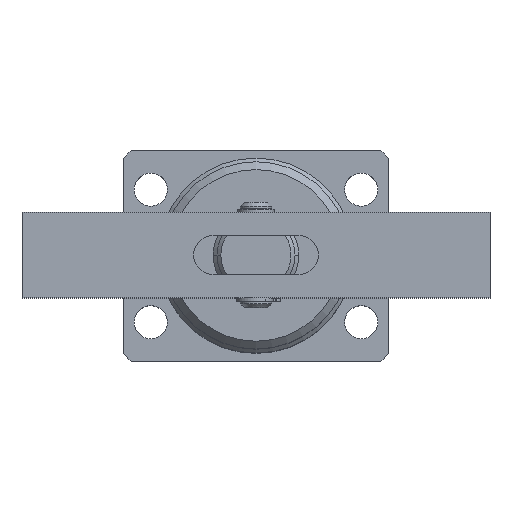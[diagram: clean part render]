
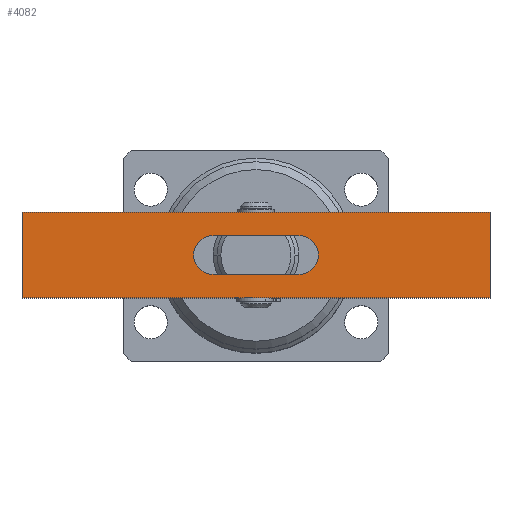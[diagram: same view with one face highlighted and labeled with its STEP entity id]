
A CAD part, top view. The second image highlights one B-rep face of the part: STEP entity #4082.
In plain terms, the highlighted face is planar.
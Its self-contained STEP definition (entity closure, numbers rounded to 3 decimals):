
#368 = DIRECTION ( 'NONE',  ( 0., 0., 1. ) ) ;
#371 = DIRECTION ( 'NONE',  ( 0., 1., 0. ) ) ;
#393 = PLANE ( 'NONE',  #1959 ) ;
#418 = CARTESIAN_POINT ( 'NONE',  ( -60., -11., 11. ) ) ;
#673 = VECTOR ( 'NONE', #4802, 1000. ) ;
#675 = LINE ( 'NONE', #4792, #673 ) ;
#1030 = ORIENTED_EDGE ( 'NONE', *, *, #1610, .T. ) ;
#1396 = FACE_OUTER_BOUND ( 'NONE', #4199, .T. ) ;
#1404 = FACE_BOUND ( 'NONE', #4194, .T. ) ;
#1599 = EDGE_CURVE ( 'NONE', #3697, #3663, #2599, .T. ) ;
#1601 = EDGE_CURVE ( 'NONE', #3816, #3858, #2591, .T. ) ;
#1608 = EDGE_CURVE ( 'NONE', #3663, #3816, #2576, .T. ) ;
#1610 = EDGE_CURVE ( 'NONE', #3863, #3689, #2572, .T. ) ;
#1618 = EDGE_CURVE ( 'NONE', #3863, #3830, #2551, .T. ) ;
#1619 = EDGE_CURVE ( 'NONE', #3689, #3818, #2549, .T. ) ;
#1675 = EDGE_CURVE ( 'NONE', #3858, #3697, #2354, .T. ) ;
#1778 = EDGE_CURVE ( 'NONE', #3830, #3818, #675, .T. ) ;
#1959 = AXIS2_PLACEMENT_3D ( 'NONE', #418, #371, #368 ) ;
#2119 = AXIS2_PLACEMENT_3D ( 'NONE', #2933, #2932, #2931 ) ;
#2137 = AXIS2_PLACEMENT_3D ( 'NONE', #3027, #3039, #3040 ) ;
#2354 = CIRCLE ( 'NONE', #2119, 5. ) ;
#2371 = CARTESIAN_POINT ( 'NONE',  ( -60., -11., -11. ) ) ;
#2541 = VECTOR ( 'NONE', #2938, 1000. ) ;
#2545 = VECTOR ( 'NONE', #3345, 1000. ) ;
#2549 = LINE ( 'NONE', #2949, #2541 ) ;
#2551 = LINE ( 'NONE', #3334, #2545 ) ;
#2563 = VECTOR ( 'NONE', #3025, 1000. ) ;
#2572 = LINE ( 'NONE', #3065, #2563 ) ;
#2576 = CIRCLE ( 'NONE', #2137, 5. ) ;
#2588 = VECTOR ( 'NONE', #3284, 1000. ) ;
#2591 = LINE ( 'NONE', #3283, #2588 ) ;
#2593 = VECTOR ( 'NONE', #3275, 1000. ) ;
#2599 = LINE ( 'NONE', #3282, #2593 ) ;
#2615 = CARTESIAN_POINT ( 'NONE',  ( -11., -11., 5. ) ) ;
#2617 = CARTESIAN_POINT ( 'NONE',  ( 60., -11., -11. ) ) ;
#2825 = CARTESIAN_POINT ( 'NONE',  ( -60., -11., 11. ) ) ;
#2829 = CARTESIAN_POINT ( 'NONE',  ( 11., -11., 5. ) ) ;
#2854 = CARTESIAN_POINT ( 'NONE',  ( 11., -11., -5. ) ) ;
#2876 = CARTESIAN_POINT ( 'NONE',  ( 60., -11., 11. ) ) ;
#2931 = DIRECTION ( 'NONE',  ( 0., 0., 1. ) ) ;
#2932 = DIRECTION ( 'NONE',  ( 0., 1., 0. ) ) ;
#2933 = CARTESIAN_POINT ( 'NONE',  ( 11., -11., 0. ) ) ;
#2938 = DIRECTION ( 'NONE',  ( 1., 0., 0. ) ) ;
#2949 = CARTESIAN_POINT ( 'NONE',  ( -60., -11., -11. ) ) ;
#3025 = DIRECTION ( 'NONE',  ( 0., 0., -1. ) ) ;
#3027 = CARTESIAN_POINT ( 'NONE',  ( -11., -11., 0. ) ) ;
#3039 = DIRECTION ( 'NONE',  ( 0., 1., 0. ) ) ;
#3040 = DIRECTION ( 'NONE',  ( 0., 0., 1. ) ) ;
#3065 = CARTESIAN_POINT ( 'NONE',  ( -60., -11., 11. ) ) ;
#3275 = DIRECTION ( 'NONE',  ( -1., 0., 0. ) ) ;
#3282 = CARTESIAN_POINT ( 'NONE',  ( -11., -11., -5. ) ) ;
#3283 = CARTESIAN_POINT ( 'NONE',  ( -11., -11., 5. ) ) ;
#3284 = DIRECTION ( 'NONE',  ( 1., 0., 0. ) ) ;
#3334 = CARTESIAN_POINT ( 'NONE',  ( -60., -11., 11. ) ) ;
#3345 = DIRECTION ( 'NONE',  ( 1., 0., 0. ) ) ;
#3663 = VERTEX_POINT ( 'NONE', #4477 ) ;
#3689 = VERTEX_POINT ( 'NONE', #2371 ) ;
#3697 = VERTEX_POINT ( 'NONE', #2854 ) ;
#3816 = VERTEX_POINT ( 'NONE', #2615 ) ;
#3818 = VERTEX_POINT ( 'NONE', #2617 ) ;
#3830 = VERTEX_POINT ( 'NONE', #2876 ) ;
#3858 = VERTEX_POINT ( 'NONE', #2829 ) ;
#3863 = VERTEX_POINT ( 'NONE', #2825 ) ;
#4004 = ORIENTED_EDGE ( 'NONE', *, *, #1599, .T. ) ;
#4005 = ORIENTED_EDGE ( 'NONE', *, *, #1608, .T. ) ;
#4006 = ORIENTED_EDGE ( 'NONE', *, *, #1601, .T. ) ;
#4007 = ORIENTED_EDGE ( 'NONE', *, *, #1675, .T. ) ;
#4008 = ORIENTED_EDGE ( 'NONE', *, *, #1619, .T. ) ;
#4009 = ORIENTED_EDGE ( 'NONE', *, *, #1778, .F. ) ;
#4010 = ORIENTED_EDGE ( 'NONE', *, *, #1618, .F. ) ;
#4082 = ADVANCED_FACE ( 'NONE', ( #1404, #1396 ), #393, .F. ) ;
#4194 = EDGE_LOOP ( 'NONE', ( #4004, #4005, #4006, #4007 ) ) ;
#4199 = EDGE_LOOP ( 'NONE', ( #4008, #4009, #4010, #1030 ) ) ;
#4477 = CARTESIAN_POINT ( 'NONE',  ( -11., -11., -5. ) ) ;
#4792 = CARTESIAN_POINT ( 'NONE',  ( 60., -11., 11. ) ) ;
#4802 = DIRECTION ( 'NONE',  ( 0., 0., -1. ) ) ;
